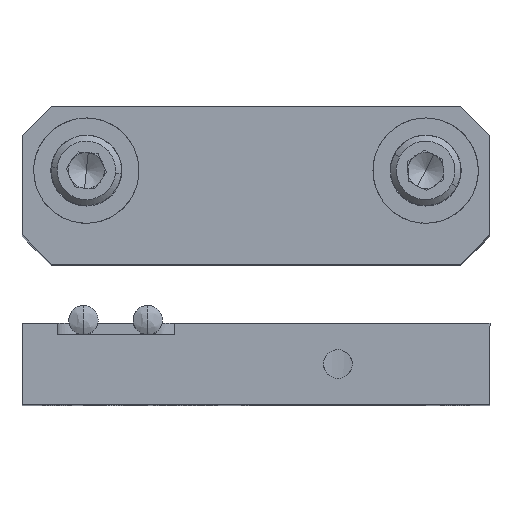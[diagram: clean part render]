
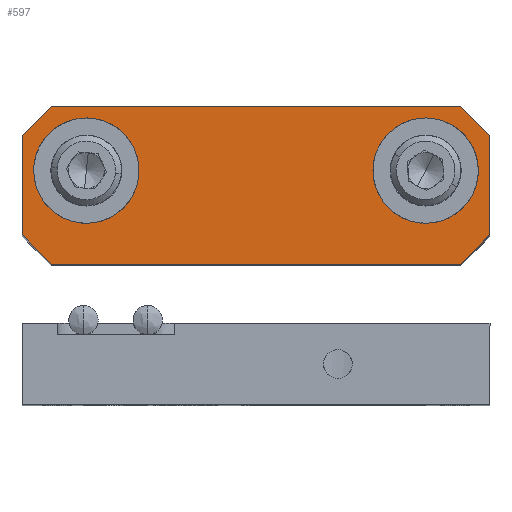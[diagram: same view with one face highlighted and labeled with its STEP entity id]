
A CAD part, top view. The second image highlights one B-rep face of the part: STEP entity #597.
In plain terms, the highlighted planar face has unit normal (0, 0, 1).
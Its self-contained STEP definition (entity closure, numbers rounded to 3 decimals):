
#178=B_SPLINE_CURVE_WITH_KNOTS('',1,(#9779,#9780),.UNSPECIFIED.,.F.,.F.,
(2,2),(0.,3.536),.UNSPECIFIED.);
#182=B_SPLINE_CURVE_WITH_KNOTS('',1,(#9787,#9788),.UNSPECIFIED.,.F.,.F.,
(2,2),(0.,3.536),.UNSPECIFIED.);
#186=B_SPLINE_CURVE_WITH_KNOTS('',1,(#9795,#9796),.UNSPECIFIED.,.F.,.F.,
(2,2),(-8.5,0.),.UNSPECIFIED.);
#192=B_SPLINE_CURVE_WITH_KNOTS('',1,(#9807,#9808),.UNSPECIFIED.,.F.,.F.,
(2,2),(0.,3.536),.UNSPECIFIED.);
#254=B_SPLINE_CURVE_WITH_KNOTS('',1,(#10208,#10209),.UNSPECIFIED.,.F.,.F.,
(2,2),(0.,35.),.UNSPECIFIED.);
#257=B_SPLINE_CURVE_WITH_KNOTS('',1,(#10238,#10239),.UNSPECIFIED.,.F.,.F.,
(2,2),(0.,3.536),.UNSPECIFIED.);
#259=B_SPLINE_CURVE_WITH_KNOTS('',1,(#10242,#10243),.UNSPECIFIED.,.F.,.F.,
(2,2),(-8.5,0.),.UNSPECIFIED.);
#260=B_SPLINE_CURVE_WITH_KNOTS('',1,(#10244,#10245),.UNSPECIFIED.,.F.,.F.,
(2,2),(-35.,0.),.UNSPECIFIED.);
#334=FACE_BOUND('',#1192,.T.);
#335=FACE_BOUND('',#1193,.T.);
#597=ADVANCED_FACE('',(#873,#334,#335),#4510,.T.);
#873=FACE_OUTER_BOUND('',#1191,.T.);
#1191=EDGE_LOOP('',(#2542,#2543,#2544,#2545,#2546,#2547,#2548,#2549));
#1192=EDGE_LOOP('',(#2550,#2551));
#1193=EDGE_LOOP('',(#2552,#2553));
#2542=ORIENTED_EDGE('',*,*,#3368,.F.);
#2543=ORIENTED_EDGE('',*,*,#3370,.T.);
#2544=ORIENTED_EDGE('',*,*,#3224,.F.);
#2545=ORIENTED_EDGE('',*,*,#3371,.T.);
#2546=ORIENTED_EDGE('',*,*,#3228,.F.);
#2547=ORIENTED_EDGE('',*,*,#3232,.F.);
#2548=ORIENTED_EDGE('',*,*,#3238,.F.);
#2549=ORIENTED_EDGE('',*,*,#3359,.F.);
#2550=ORIENTED_EDGE('',*,*,#3250,.F.);
#2551=ORIENTED_EDGE('',*,*,#3246,.F.);
#2552=ORIENTED_EDGE('',*,*,#3281,.F.);
#2553=ORIENTED_EDGE('',*,*,#3372,.F.);
#3224=EDGE_CURVE('',#4267,#4268,#178,.T.);
#3228=EDGE_CURVE('',#4269,#4270,#182,.T.);
#3232=EDGE_CURVE('',#4272,#4269,#186,.T.);
#3238=EDGE_CURVE('',#4275,#4272,#192,.T.);
#3246=EDGE_CURVE('',#4286,#4287,#3795,.T.);
#3250=EDGE_CURVE('',#4287,#4286,#3799,.T.);
#3281=EDGE_CURVE('',#4304,#4303,#3822,.T.);
#3359=EDGE_CURVE('',#4363,#4275,#254,.T.);
#3368=EDGE_CURVE('',#4370,#4363,#257,.T.);
#3370=EDGE_CURVE('',#4370,#4268,#259,.T.);
#3371=EDGE_CURVE('',#4267,#4270,#260,.T.);
#3372=EDGE_CURVE('',#4303,#4304,#3855,.T.);
#3795=(
BOUNDED_CURVE()
B_SPLINE_CURVE(2,(#9842,#9843,#9844,#9845,#9846),.UNSPECIFIED.,.F.,.F.)
B_SPLINE_CURVE_WITH_KNOTS((3,2,3),(-14.137,-7.069,
0.),.UNSPECIFIED.)
CURVE()
GEOMETRIC_REPRESENTATION_ITEM()
RATIONAL_B_SPLINE_CURVE((1.,0.707,1.,0.707,1.))
REPRESENTATION_ITEM('')
);
#3799=(
BOUNDED_CURVE()
B_SPLINE_CURVE(2,(#9856,#9857,#9858,#9859,#9860),.UNSPECIFIED.,.F.,.F.)
B_SPLINE_CURVE_WITH_KNOTS((3,2,3),(-14.137,-7.069,
0.),.UNSPECIFIED.)
CURVE()
GEOMETRIC_REPRESENTATION_ITEM()
RATIONAL_B_SPLINE_CURVE((1.,0.707,1.,0.707,1.))
REPRESENTATION_ITEM('')
);
#3822=(
BOUNDED_CURVE()
B_SPLINE_CURVE(2,(#9997,#9998,#9999,#10000,#10001),.UNSPECIFIED.,.F.,.F.)
B_SPLINE_CURVE_WITH_KNOTS((3,2,3),(-14.137,-7.069,
0.),.UNSPECIFIED.)
CURVE()
GEOMETRIC_REPRESENTATION_ITEM()
RATIONAL_B_SPLINE_CURVE((1.,0.707,1.,0.707,1.))
REPRESENTATION_ITEM('')
);
#3855=(
BOUNDED_CURVE()
B_SPLINE_CURVE(2,(#10246,#10247,#10248,#10249,#10250),.UNSPECIFIED.,.F.,
 .F.)
B_SPLINE_CURVE_WITH_KNOTS((3,2,3),(-14.137,-7.069,
0.),.UNSPECIFIED.)
CURVE()
GEOMETRIC_REPRESENTATION_ITEM()
RATIONAL_B_SPLINE_CURVE((1.,0.707,1.,0.707,1.))
REPRESENTATION_ITEM('')
);
#4267=VERTEX_POINT('',#9539);
#4268=VERTEX_POINT('',#9540);
#4269=VERTEX_POINT('',#9541);
#4270=VERTEX_POINT('',#9542);
#4272=VERTEX_POINT('',#9544);
#4275=VERTEX_POINT('',#9547);
#4286=VERTEX_POINT('',#9558);
#4287=VERTEX_POINT('',#9559);
#4303=VERTEX_POINT('',#9575);
#4304=VERTEX_POINT('',#9576);
#4363=VERTEX_POINT('',#9635);
#4370=VERTEX_POINT('',#9642);
#4510=PLANE('',#4806);
#4806=AXIS2_PLACEMENT_3D('',#9184,#4935,$);
#4935=DIRECTION('',(0.,0.,1.));
#9184=CARTESIAN_POINT('',(-23.925,-2.055,60.529));
#9539=CARTESIAN_POINT('',(-17.305,-0.585,60.529));
#9540=CARTESIAN_POINT('',(-19.805,1.915,60.529));
#9541=CARTESIAN_POINT('',(20.195,1.915,60.529));
#9542=CARTESIAN_POINT('',(17.695,-0.585,60.529));
#9544=CARTESIAN_POINT('',(20.195,10.415,60.529));
#9547=CARTESIAN_POINT('',(17.695,12.915,60.529));
#9558=CARTESIAN_POINT('',(19.195,7.415,60.529));
#9559=CARTESIAN_POINT('',(10.195,7.415,60.529));
#9575=CARTESIAN_POINT('',(-9.805,7.415,60.529));
#9576=CARTESIAN_POINT('',(-18.805,7.415,60.529));
#9635=CARTESIAN_POINT('',(-17.305,12.915,60.529));
#9642=CARTESIAN_POINT('',(-19.805,10.415,60.529));
#9779=CARTESIAN_POINT('',(-17.305,-0.585,60.529));
#9780=CARTESIAN_POINT('',(-19.805,1.915,60.529));
#9787=CARTESIAN_POINT('',(20.195,1.915,60.529));
#9788=CARTESIAN_POINT('',(17.695,-0.585,60.529));
#9795=CARTESIAN_POINT('',(20.195,10.415,60.529));
#9796=CARTESIAN_POINT('',(20.195,1.915,60.529));
#9807=CARTESIAN_POINT('',(17.695,12.915,60.529));
#9808=CARTESIAN_POINT('',(20.195,10.415,60.529));
#9842=CARTESIAN_POINT('',(19.195,7.415,60.529));
#9843=CARTESIAN_POINT('',(19.195,11.915,60.529));
#9844=CARTESIAN_POINT('',(14.695,11.915,60.529));
#9845=CARTESIAN_POINT('',(10.195,11.915,60.529));
#9846=CARTESIAN_POINT('',(10.195,7.415,60.529));
#9856=CARTESIAN_POINT('',(10.195,7.415,60.529));
#9857=CARTESIAN_POINT('',(10.195,2.915,60.529));
#9858=CARTESIAN_POINT('',(14.695,2.915,60.529));
#9859=CARTESIAN_POINT('',(19.195,2.915,60.529));
#9860=CARTESIAN_POINT('',(19.195,7.415,60.529));
#9997=CARTESIAN_POINT('',(-18.805,7.415,60.529));
#9998=CARTESIAN_POINT('',(-18.805,2.915,60.529));
#9999=CARTESIAN_POINT('',(-14.305,2.915,60.529));
#10000=CARTESIAN_POINT('',(-9.805,2.915,60.529));
#10001=CARTESIAN_POINT('',(-9.805,7.415,60.529));
#10208=CARTESIAN_POINT('',(-17.305,12.915,60.529));
#10209=CARTESIAN_POINT('',(17.695,12.915,60.529));
#10238=CARTESIAN_POINT('',(-19.805,10.415,60.529));
#10239=CARTESIAN_POINT('',(-17.305,12.915,60.529));
#10242=CARTESIAN_POINT('',(-19.805,10.415,60.529));
#10243=CARTESIAN_POINT('',(-19.805,1.915,60.529));
#10244=CARTESIAN_POINT('',(-17.305,-0.585,60.529));
#10245=CARTESIAN_POINT('',(17.695,-0.585,60.529));
#10246=CARTESIAN_POINT('',(-9.805,7.415,60.529));
#10247=CARTESIAN_POINT('',(-9.805,11.915,60.529));
#10248=CARTESIAN_POINT('',(-14.305,11.915,60.529));
#10249=CARTESIAN_POINT('',(-18.805,11.915,60.529));
#10250=CARTESIAN_POINT('',(-18.805,7.415,60.529));
